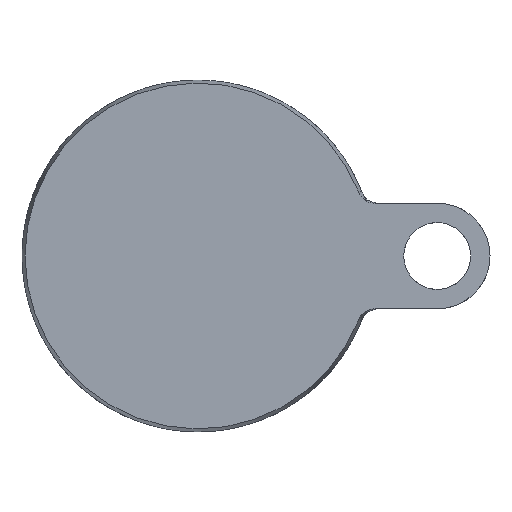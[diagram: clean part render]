
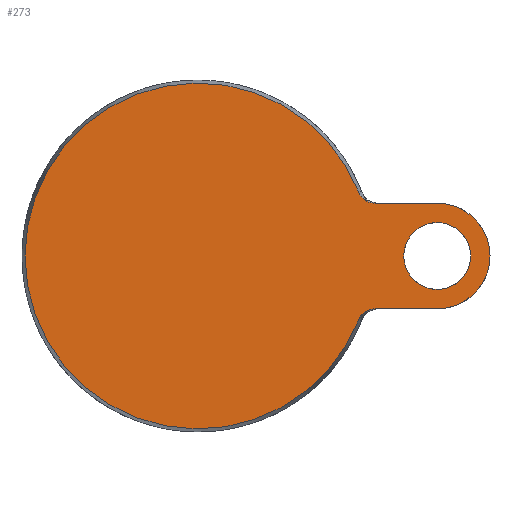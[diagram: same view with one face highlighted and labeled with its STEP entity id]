
A CAD part, front view. The second image highlights one B-rep face of the part: STEP entity #273.
In plain terms, the highlighted planar face has unit normal (0, -1, 0).
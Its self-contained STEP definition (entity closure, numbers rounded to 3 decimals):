
#1 = CARTESIAN_POINT ( 'NONE',  ( 49.116, 0., -15.149 ) ) ;
#15 = ORIENTED_EDGE ( 'NONE', *, *, #22, .T. ) ;
#22 = EDGE_CURVE ( 'NONE', #833, #500, #379, .T. ) ;
#35 = CIRCLE ( 'NONE', #182, 49.143 ) ;
#36 = CARTESIAN_POINT ( 'NONE',  ( 45.66, 0., 18.169 ) ) ;
#50 = DIRECTION ( 'NONE',  ( 0., 0., -1. ) ) ;
#54 = VECTOR ( 'NONE', #499, 1000. ) ;
#73 = PLANE ( 'NONE',  #181 ) ;
#91 = CARTESIAN_POINT ( 'NONE',  ( 48.637, 0., -15.295 ) ) ;
#94 = VERTEX_POINT ( 'NONE', #36 ) ;
#98 = CARTESIAN_POINT ( 'NONE',  ( 50.366, 0., -15. ) ) ;
#102 = CARTESIAN_POINT ( 'NONE',  ( 46.1, 0., -17.269 ) ) ;
#119 = CARTESIAN_POINT ( 'NONE',  ( 47.955, 0., 15.598 ) ) ;
#127 = CARTESIAN_POINT ( 'NONE',  ( 47.738, 0., 15.721 ) ) ;
#135 = EDGE_LOOP ( 'NONE', ( #845 ) ) ;
#162 = CARTESIAN_POINT ( 'NONE',  ( 68., 0., 0. ) ) ;
#174 = CARTESIAN_POINT ( 'NONE',  ( 47.118, 0., -16.16 ) ) ;
#176 = EDGE_CURVE ( 'NONE', #733, #272, #999, .T. ) ;
#181 = AXIS2_PLACEMENT_3D ( 'NONE', #1089, #762, #929 ) ;
#182 = AXIS2_PLACEMENT_3D ( 'NONE', #874, #349, #694 ) ;
#206 = CARTESIAN_POINT ( 'NONE',  ( 49.86, 0., 15. ) ) ;
#211 = CARTESIAN_POINT ( 'NONE',  ( 50.366, 0., 15. ) ) ;
#216 = ORIENTED_EDGE ( 'NONE', *, *, #176, .F. ) ;
#227 = B_SPLINE_CURVE_WITH_KNOTS ( 'NONE', 3,
 ( #211, #206, #1056, #715, #548, #119, #127, #1065, #554, #893, #461, #966, #530, #358 ),
 .UNSPECIFIED., .F., .F.,
 ( 4, 2, 2, 2, 2, 2, 4 ),
 ( 0., 0.001, 0.002, 0.003, 0.004, 0.004, 0.006 ),
 .UNSPECIFIED. ) ;
#242 = CARTESIAN_POINT ( 'NONE',  ( 68., 0., 15. ) ) ;
#265 = CARTESIAN_POINT ( 'NONE',  ( 45.848, 0., -17.699 ) ) ;
#270 = CARTESIAN_POINT ( 'NONE',  ( 47.314, 0., -16.005 ) ) ;
#272 = VERTEX_POINT ( 'NONE', #242 ) ;
#273 = ADVANCED_FACE ( 'NONE', ( #752, #473 ), #73, .F. ) ;
#287 = DIRECTION ( 'NONE',  ( 0., 1., 0. ) ) ;
#341 = EDGE_CURVE ( 'NONE', #502, #502, #1058, .T. ) ;
#349 = DIRECTION ( 'NONE',  ( 0., -1., 0. ) ) ;
#357 = CIRCLE ( 'NONE', #778, 15. ) ;
#358 = CARTESIAN_POINT ( 'NONE',  ( 45.66, 0., 18.169 ) ) ;
#377 = EDGE_CURVE ( 'NONE', #94, #833, #35, .T. ) ;
#379 = B_SPLINE_CURVE_WITH_KNOTS ( 'NONE', 3,
 ( #868, #265, #102, #688, #949, #174, #270, #863, #435, #599, #91, #1, #952, #426, #943, #98 ),
 .UNSPECIFIED., .F., .F.,
 ( 4, 2, 2, 2, 2, 2, 2, 4 ),
 ( 0., 0.001, 0.002, 0.003, 0.004, 0.004, 0.005, 0.006 ),
 .UNSPECIFIED. ) ;
#395 = DIRECTION ( 'NONE',  ( -1., 0., 0. ) ) ;
#414 = DIRECTION ( 'NONE',  ( 0., 1., 0. ) ) ;
#425 = CARTESIAN_POINT ( 'NONE',  ( 50.366, 0., -15. ) ) ;
#426 = CARTESIAN_POINT ( 'NONE',  ( 49.862, 0., -15.019 ) ) ;
#435 = CARTESIAN_POINT ( 'NONE',  ( 47.952, 0., -15.6 ) ) ;
#461 = CARTESIAN_POINT ( 'NONE',  ( 46.58, 0., 16.677 ) ) ;
#473 = FACE_BOUND ( 'NONE', #135, .T. ) ;
#476 = LINE ( 'NONE', #829, #958 ) ;
#499 = DIRECTION ( 'NONE',  ( 1., 0., 0. ) ) ;
#500 = VERTEX_POINT ( 'NONE', #425 ) ;
#502 = VERTEX_POINT ( 'NONE', #855 ) ;
#503 = CARTESIAN_POINT ( 'NONE',  ( 68., 0., -15. ) ) ;
#516 = AXIS2_PLACEMENT_3D ( 'NONE', #162, #414, #1045 ) ;
#530 = CARTESIAN_POINT ( 'NONE',  ( 45.848, 0., 17.699 ) ) ;
#537 = EDGE_CURVE ( 'NONE', #733, #94, #227, .T. ) ;
#541 = CARTESIAN_POINT ( 'NONE',  ( 68., 0., 0. ) ) ;
#548 = CARTESIAN_POINT ( 'NONE',  ( 48.407, 0., 15.384 ) ) ;
#554 = CARTESIAN_POINT ( 'NONE',  ( 47.122, 0., 16.157 ) ) ;
#580 = CARTESIAN_POINT ( 'NONE',  ( 15., 0., 15. ) ) ;
#588 = CARTESIAN_POINT ( 'NONE',  ( 45.66, 0., -18.169 ) ) ;
#599 = CARTESIAN_POINT ( 'NONE',  ( 48.405, 0., -15.385 ) ) ;
#688 = CARTESIAN_POINT ( 'NONE',  ( 46.575, 0., -16.681 ) ) ;
#694 = DIRECTION ( 'NONE',  ( 0., 0., -1. ) ) ;
#696 = VERTEX_POINT ( 'NONE', #503 ) ;
#715 = CARTESIAN_POINT ( 'NONE',  ( 48.644, 0., 15.292 ) ) ;
#733 = VERTEX_POINT ( 'NONE', #1030 ) ;
#752 = FACE_OUTER_BOUND ( 'NONE', #1110, .T. ) ;
#762 = DIRECTION ( 'NONE',  ( 0., 1., 0. ) ) ;
#778 = AXIS2_PLACEMENT_3D ( 'NONE', #541, #287, #50 ) ;
#785 = ORIENTED_EDGE ( 'NONE', *, *, #377, .T. ) ;
#829 = CARTESIAN_POINT ( 'NONE',  ( 15., 0., -15. ) ) ;
#833 = VERTEX_POINT ( 'NONE', #588 ) ;
#845 = ORIENTED_EDGE ( 'NONE', *, *, #341, .T. ) ;
#855 = CARTESIAN_POINT ( 'NONE',  ( 68., 0., 9.5 ) ) ;
#863 = CARTESIAN_POINT ( 'NONE',  ( 47.73, 0., -15.726 ) ) ;
#868 = CARTESIAN_POINT ( 'NONE',  ( 45.66, 0., -18.169 ) ) ;
#874 = CARTESIAN_POINT ( 'NONE',  ( 0., 0., 0. ) ) ;
#889 = EDGE_CURVE ( 'NONE', #272, #696, #357, .T. ) ;
#893 = CARTESIAN_POINT ( 'NONE',  ( 46.751, 0., 16.495 ) ) ;
#904 = ORIENTED_EDGE ( 'NONE', *, *, #889, .F. ) ;
#929 = DIRECTION ( 'NONE',  ( 0., 0., 1. ) ) ;
#934 = ORIENTED_EDGE ( 'NONE', *, *, #997, .F. ) ;
#943 = CARTESIAN_POINT ( 'NONE',  ( 50.113, 0., -15. ) ) ;
#949 = CARTESIAN_POINT ( 'NONE',  ( 46.749, 0., -16.497 ) ) ;
#952 = CARTESIAN_POINT ( 'NONE',  ( 49.363, 0., -15.093 ) ) ;
#958 = VECTOR ( 'NONE', #395, 1000. ) ;
#966 = CARTESIAN_POINT ( 'NONE',  ( 46.108, 0., 17.258 ) ) ;
#984 = ORIENTED_EDGE ( 'NONE', *, *, #537, .T. ) ;
#997 = EDGE_CURVE ( 'NONE', #696, #500, #476, .T. ) ;
#999 = LINE ( 'NONE', #580, #54 ) ;
#1030 = CARTESIAN_POINT ( 'NONE',  ( 50.366, 0., 15. ) ) ;
#1045 = DIRECTION ( 'NONE',  ( 0., 0., 1. ) ) ;
#1056 = CARTESIAN_POINT ( 'NONE',  ( 49.366, 0., 15.074 ) ) ;
#1058 = CIRCLE ( 'NONE', #516, 9.5 ) ;
#1065 = CARTESIAN_POINT ( 'NONE',  ( 47.322, 0., 16. ) ) ;
#1089 = CARTESIAN_POINT ( 'NONE',  ( -49.143, 0., 0. ) ) ;
#1110 = EDGE_LOOP ( 'NONE', ( #216, #984, #785, #15, #934, #904 ) ) ;
